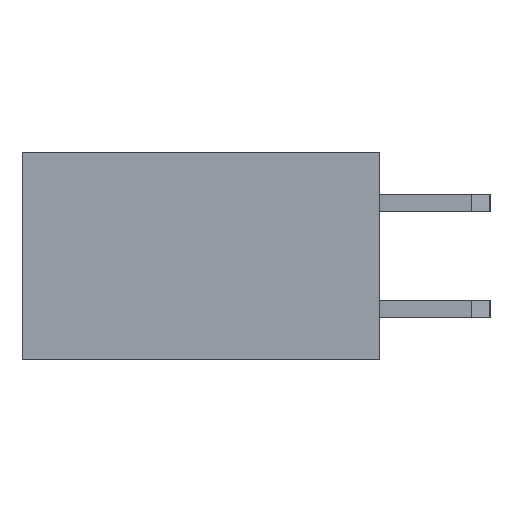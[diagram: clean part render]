
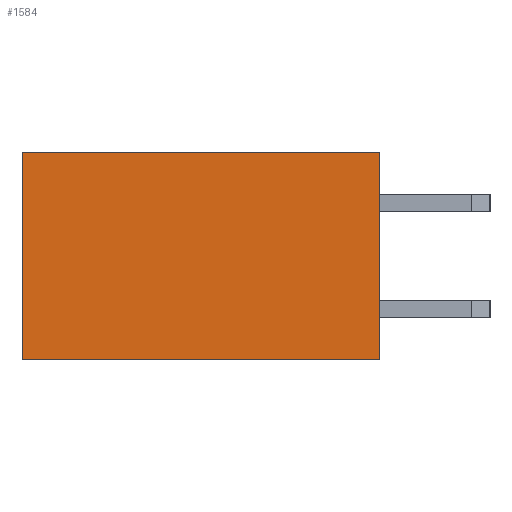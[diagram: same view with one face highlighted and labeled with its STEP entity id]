
A CAD part, left-side view. The second image highlights one B-rep face of the part: STEP entity #1584.
In plain terms, the highlighted planar face has unit normal (-1, 0, 0).
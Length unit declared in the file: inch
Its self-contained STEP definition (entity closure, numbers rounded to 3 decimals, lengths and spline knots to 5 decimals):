
#1584 = ADVANCED_FACE( '', ( #3553 ), #3554, .F. );
#3553 = FACE_OUTER_BOUND( '', #5787, .T. );
#3554 = PLANE( '', #5788 );
#5787 = EDGE_LOOP( '', ( #10738, #10739, #10740, #10741 ) );
#5788 = AXIS2_PLACEMENT_3D( '', #10742, #10743, #10744 );
#10738 = ORIENTED_EDGE( '', *, *, #15247, .T. );
#10739 = ORIENTED_EDGE( '', *, *, #14989, .F. );
#10740 = ORIENTED_EDGE( '', *, *, #15203, .F. );
#10741 = ORIENTED_EDGE( '', *, *, #15248, .T. );
#10742 = CARTESIAN_POINT( '', ( -1.31, 0.335, -0.0975 ) );
#10743 = DIRECTION( '', ( 1., 0., 0. ) );
#10744 = DIRECTION( '', ( 0., 0., -1. ) );
#14989 = EDGE_CURVE( '', #18693, #18695, #18696, .T. );
#15203 = EDGE_CURVE( '', #18986, #18693, #18988, .T. );
#15247 = EDGE_CURVE( '', #19042, #18695, #19043, .T. );
#15248 = EDGE_CURVE( '', #18986, #19042, #19044, .T. );
#18693 = VERTEX_POINT( '', #23991 );
#18695 = VERTEX_POINT( '', #23994 );
#18696 = LINE( '', #23995, #23996 );
#18986 = VERTEX_POINT( '', #24469 );
#18988 = LINE( '', #24472, #24473 );
#19042 = VERTEX_POINT( '', #24555 );
#19043 = LINE( '', #24556, #24557 );
#19044 = LINE( '', #24558, #24559 );
#23991 = CARTESIAN_POINT( '', ( -1.31, 0.335, 0.0975 ) );
#23994 = CARTESIAN_POINT( '', ( -1.31, 0., 0.0975 ) );
#23995 = CARTESIAN_POINT( '', ( -1.31, 0.335, 0.0975 ) );
#23996 = VECTOR( '', #26793, 39.37008 );
#24469 = CARTESIAN_POINT( '', ( -1.31, 0.335, -0.0975 ) );
#24472 = CARTESIAN_POINT( '', ( -1.31, 0.335, -0.0975 ) );
#24473 = VECTOR( '', #26978, 39.37008 );
#24555 = CARTESIAN_POINT( '', ( -1.31, 0., -0.0975 ) );
#24556 = CARTESIAN_POINT( '', ( -1.31, 0., -0.0975 ) );
#24557 = VECTOR( '', #27007, 39.37008 );
#24558 = CARTESIAN_POINT( '', ( -1.31, 0.335, -0.0975 ) );
#24559 = VECTOR( '', #27008, 39.37008 );
#26793 = DIRECTION( '', ( 0., -1., 0. ) );
#26978 = DIRECTION( '', ( 0., 0., 1. ) );
#27007 = DIRECTION( '', ( 0., 0., 1. ) );
#27008 = DIRECTION( '', ( 0., -1., 0. ) );
